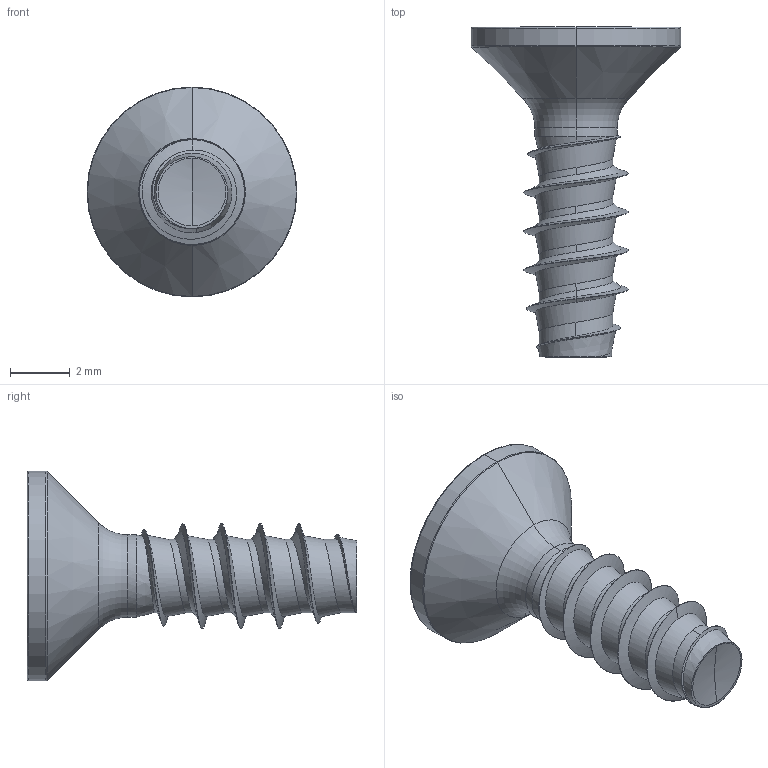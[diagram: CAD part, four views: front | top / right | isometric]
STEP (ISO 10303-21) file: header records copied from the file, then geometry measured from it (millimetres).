
FILE_DESCRIPTION (( 'STEP AP203' ), '1' );
FILE_NAME ('STP330350110.STEP', '2017-08-15T15:29:47', ( '' ), ( '' ), 'SwSTEP 2.0', 'SolidWorks 2015', '' );
FILE_SCHEMA (( 'CONFIG_CONTROL_DESIGN' ));
Length unit declared in the file: millimetre
Products named in the file (1): STP330350110
Bounding box: 7 x 11 x 7 mm (x, y, z)
Volume: 106.6 mm3; surface area: 216.6 mm2
Topology: 1 solids, 1 shells, 174 faces, 390 edges, 218 vertices
Faces by surface type: cylinder 58, bspline 51, sphere 26, plane 22, cone 11, torus 6
Entity records: 15179 total; most frequent: CARTESIAN_POINT 11675, ORIENTED_EDGE 776, DIRECTION 643, EDGE_CURVE 388, AXIS2_PLACEMENT_3D 265, VERTEX_POINT 218, EDGE_LOOP 176, ADVANCED_FACE 174
